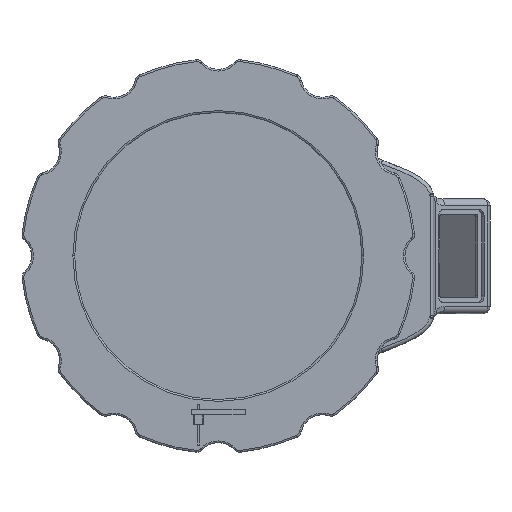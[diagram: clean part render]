
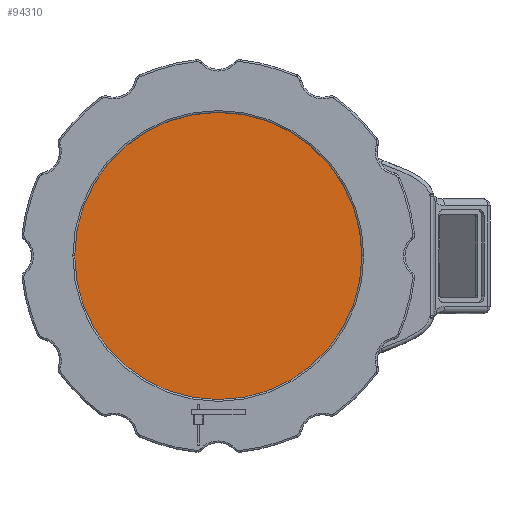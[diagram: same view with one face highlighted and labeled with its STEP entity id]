
A CAD part, top view. The second image highlights one B-rep face of the part: STEP entity #94310.
In plain terms, the highlighted planar face has unit normal (0, 0, 1).
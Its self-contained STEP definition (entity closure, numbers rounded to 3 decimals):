
#5299 = VERTEX_POINT ( 'NONE', #94597 ) ;
#6128 = FACE_OUTER_BOUND ( 'NONE', #42552, .T. ) ;
#14587 = CARTESIAN_POINT ( 'NONE',  ( 0., 0., 97.161 ) ) ;
#25802 = CARTESIAN_POINT ( 'NONE',  ( 0., 0., 97.161 ) ) ;
#26848 = DIRECTION ( 'NONE',  ( -1., 0., 0. ) ) ;
#31173 = CARTESIAN_POINT ( 'NONE',  ( -45., 0., 97.161 ) ) ;
#32977 = EDGE_CURVE ( 'NONE', #102673, #5299, #93163, .T. ) ;
#37798 = AXIS2_PLACEMENT_3D ( 'NONE', #14587, #88331, #47678 ) ;
#42552 = EDGE_LOOP ( 'NONE', ( #61125, #79252 ) ) ;
#46816 = CARTESIAN_POINT ( 'NONE',  ( 0., 0., 97.161 ) ) ;
#47678 = DIRECTION ( 'NONE',  ( -1., 0., 0. ) ) ;
#61125 = ORIENTED_EDGE ( 'NONE', *, *, #102477, .F. ) ;
#64172 = DIRECTION ( 'NONE',  ( 0., 0., -1. ) ) ;
#65189 = AXIS2_PLACEMENT_3D ( 'NONE', #46816, #64172, #96668 ) ;
#68043 = DIRECTION ( 'NONE',  ( 0., 0., -1. ) ) ;
#79252 = ORIENTED_EDGE ( 'NONE', *, *, #32977, .F. ) ;
#88331 = DIRECTION ( 'NONE',  ( 0., 0., -1. ) ) ;
#90538 = CIRCLE ( 'NONE', #102606, 45. ) ;
#93163 = CIRCLE ( 'NONE', #37798, 45. ) ;
#94310 = ADVANCED_FACE ( 'NONE', ( #6128 ), #103730, .F. ) ;
#94597 = CARTESIAN_POINT ( 'NONE',  ( 45., 0., 97.161 ) ) ;
#96668 = DIRECTION ( 'NONE',  ( -1., 0., 0. ) ) ;
#102477 = EDGE_CURVE ( 'NONE', #5299, #102673, #90538, .T. ) ;
#102606 = AXIS2_PLACEMENT_3D ( 'NONE', #25802, #68043, #26848 ) ;
#102673 = VERTEX_POINT ( 'NONE', #31173 ) ;
#103730 = PLANE ( 'NONE',  #65189 ) ;
